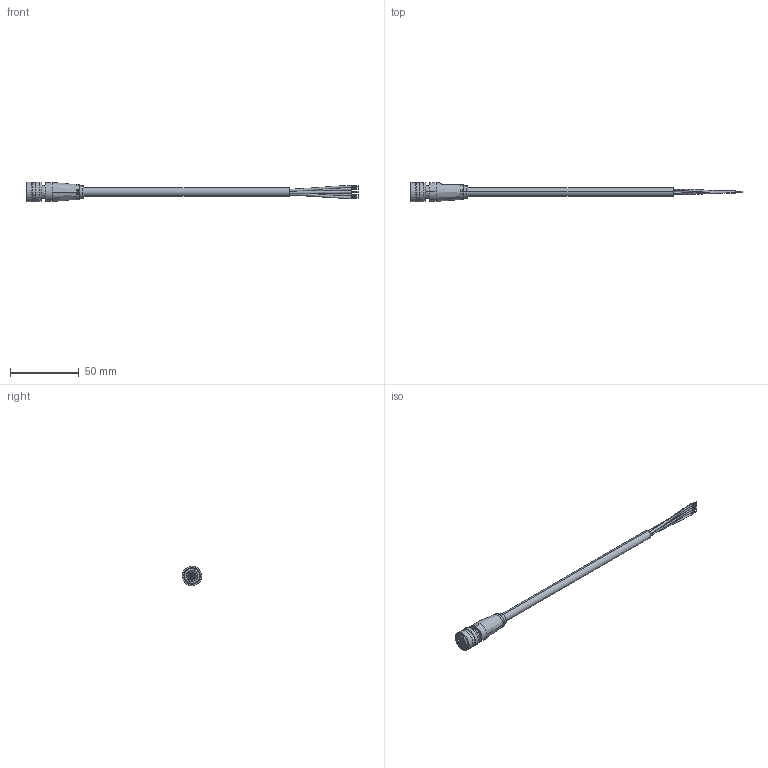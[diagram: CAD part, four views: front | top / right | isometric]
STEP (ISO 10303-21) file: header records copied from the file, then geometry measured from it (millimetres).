
FILE_DESCRIPTION (( 'STEP AP203' ), '1' );
FILE_NAME ('10-04470__revA.STEP', '2022-01-14T18:08:46', ( '' ), ( '' ), 'SwSTEP 2.0', 'SolidWorks 2021', '' );
FILE_SCHEMA (( 'CONFIG_CONTROL_DESIGN' ));
Length unit declared in the file: millimetre
Products named in the file (8): 50-00953-03___; 50-00953_STEP; 50-00953-04___; 50-00953-01___; 30-01666_50mm; 50-00953-02_STEP; 10-04470__revA; 24-00349_Wire O6.8 mm
Assembly tree (11 placements, depth 3):
  10-04470__revA
    30-01666_50mm
    24-00349_Wire O6.8 mm
    50-00953_STEP
      50-00953-01___
      50-00953-02_STEP
      50-00953-03___  x5
      50-00953-04___
Bounding box: 242 x 14.49 x 14.49 mm (x, y, z)
Volume: 9743.6 mm3; surface area: 37639.1 mm2
Topology: 192 solids, 192 shells, 1580 faces, 3327 edges, 2158 vertices
Faces by surface type: cylinder 750, plane 576, torus 109, bspline 86, cone 59
Entity records: 37624 total; most frequent: CARTESIAN_POINT 10114, DIRECTION 6000, ORIENTED_EDGE 4912, AXIS2_PLACEMENT_3D 2563, EDGE_CURVE 2456, VERTEX_POINT 1614, EDGE_LOOP 1462, CIRCLE 1370
